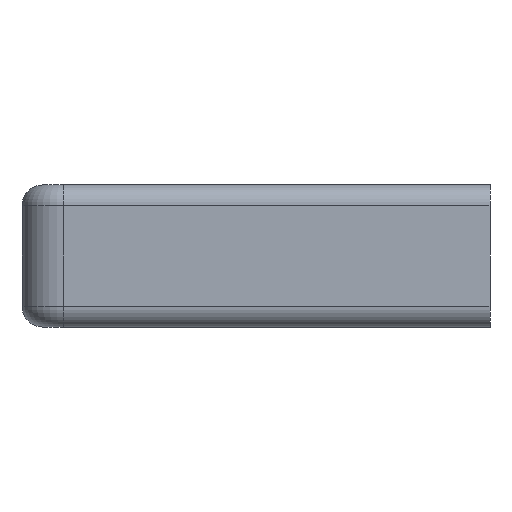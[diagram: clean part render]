
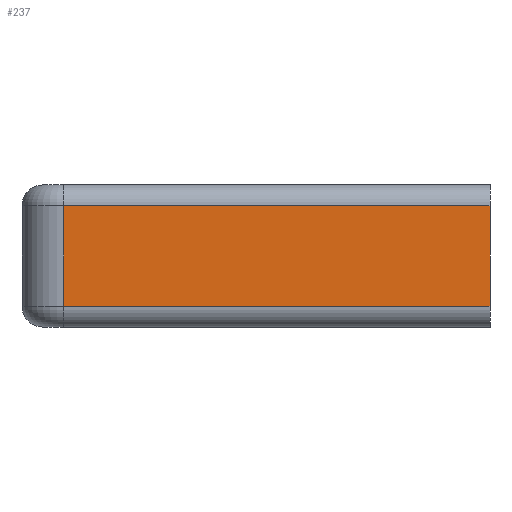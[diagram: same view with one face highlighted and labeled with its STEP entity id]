
A CAD part, left-side view. The second image highlights one B-rep face of the part: STEP entity #237.
In plain terms, the highlighted planar face has unit normal (-1, 0, 0).
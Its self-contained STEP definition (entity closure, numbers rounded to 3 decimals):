
#85 = VERTEX_POINT ( 'NONE', #526 ) ;
#99 = DIRECTION ( 'NONE',  ( 0., -1., 0. ) ) ;
#111 = AXIS2_PLACEMENT_3D ( 'NONE', #250, #953, #1115 ) ;
#187 = DIRECTION ( 'NONE',  ( 0., 0., -1. ) ) ;
#206 = VECTOR ( 'NONE', #99, 1000. ) ;
#218 = VECTOR ( 'NONE', #765, 1000. ) ;
#237 = ADVANCED_FACE ( 'NONE', ( #1038 ), #496, .T. ) ;
#250 = CARTESIAN_POINT ( 'NONE',  ( -143., -28., 4.25 ) ) ;
#312 = LINE ( 'NONE', #640, #583 ) ;
#346 = EDGE_CURVE ( 'NONE', #85, #1101, #312, .T. ) ;
#379 = CARTESIAN_POINT ( 'NONE',  ( -143., -2.5, 3. ) ) ;
#438 = VERTEX_POINT ( 'NONE', #669 ) ;
#496 = PLANE ( 'NONE',  #111 ) ;
#510 = VERTEX_POINT ( 'NONE', #1002 ) ;
#515 = EDGE_LOOP ( 'NONE', ( #1049, #643, #786, #522 ) ) ;
#522 = ORIENTED_EDGE ( 'NONE', *, *, #346, .T. ) ;
#526 = CARTESIAN_POINT ( 'NONE',  ( -143., -28., 3. ) ) ;
#543 = LINE ( 'NONE', #1077, #206 ) ;
#583 = VECTOR ( 'NONE', #826, 1000. ) ;
#593 = LINE ( 'NONE', #720, #218 ) ;
#606 = EDGE_CURVE ( 'NONE', #85, #438, #706, .T. ) ;
#628 = EDGE_CURVE ( 'NONE', #1101, #510, #593, .T. ) ;
#640 = CARTESIAN_POINT ( 'NONE',  ( -143., -2.5, 3. ) ) ;
#643 = ORIENTED_EDGE ( 'NONE', *, *, #1117, .T. ) ;
#669 = CARTESIAN_POINT ( 'NONE',  ( -143., -28., -3. ) ) ;
#688 = VECTOR ( 'NONE', #187, 1000. ) ;
#706 = LINE ( 'NONE', #769, #688 ) ;
#720 = CARTESIAN_POINT ( 'NONE',  ( -143., -2.5, 4.25 ) ) ;
#765 = DIRECTION ( 'NONE',  ( 0., 0., -1. ) ) ;
#769 = CARTESIAN_POINT ( 'NONE',  ( -143., -28., 4.25 ) ) ;
#786 = ORIENTED_EDGE ( 'NONE', *, *, #606, .F. ) ;
#826 = DIRECTION ( 'NONE',  ( 0., 1., 0. ) ) ;
#953 = DIRECTION ( 'NONE',  ( -1., 0., 0. ) ) ;
#1002 = CARTESIAN_POINT ( 'NONE',  ( -143., -2.5, -3. ) ) ;
#1038 = FACE_OUTER_BOUND ( 'NONE', #515, .T. ) ;
#1049 = ORIENTED_EDGE ( 'NONE', *, *, #628, .T. ) ;
#1077 = CARTESIAN_POINT ( 'NONE',  ( -143., -28., -3. ) ) ;
#1101 = VERTEX_POINT ( 'NONE', #379 ) ;
#1115 = DIRECTION ( 'NONE',  ( 0., 0., 1. ) ) ;
#1117 = EDGE_CURVE ( 'NONE', #510, #438, #543, .T. ) ;
